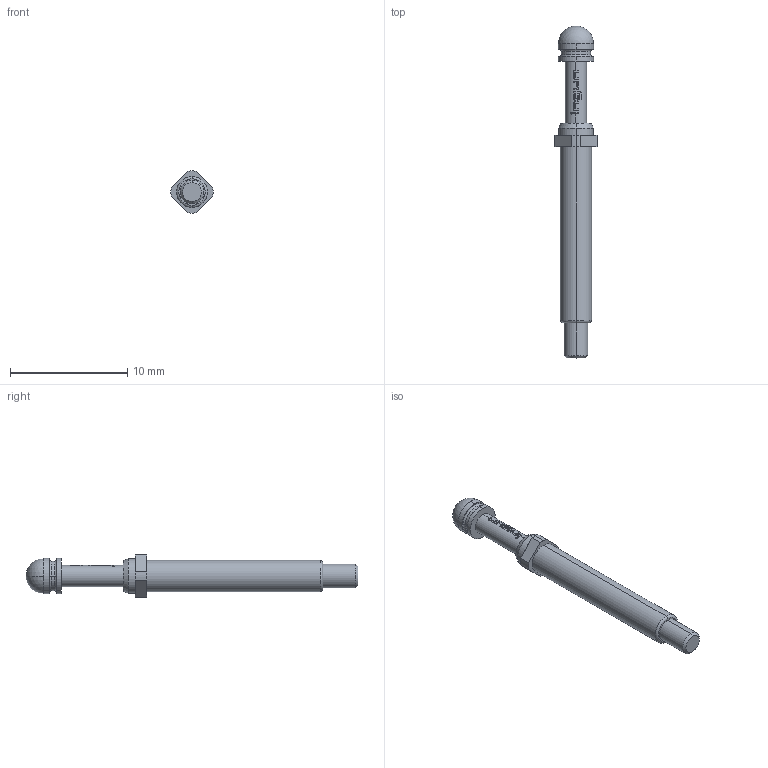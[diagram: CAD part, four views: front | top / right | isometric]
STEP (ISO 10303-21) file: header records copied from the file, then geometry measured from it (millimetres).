
FILE_DESCRIPTION (( 'STEP AP203' ), '1' );
FILE_NAME ('INGUN_HSS-120_305_300_A_xx02_M.STEP', '2021-01-18T09:29:32', ( '' ), ( '' ), 'SwSTEP 2.0', 'SolidWorks 2018', '' );
FILE_SCHEMA (( 'CONFIG_CONTROL_DESIGN' ));
Length unit declared in the file: millimetre
Products named in the file (1): INGUN_HSS-120_305_300_A_xx02_M
Bounding box: 3.59 x 28.3 x 3.6 mm (x, y, z)
Volume: 137.1 mm3; surface area: 240.8 mm2
Topology: 1 solids, 1 shells, 124 faces, 335 edges, 219 vertices
Faces by surface type: bspline 38, cylinder 38, plane 36, torus 6, cone 4, sphere 2
Entity records: 4968 total; most frequent: CARTESIAN_POINT 2283, ORIENTED_EDGE 666, DIRECTION 343, EDGE_CURVE 333, B_SPLINE_CURVE_WITH_KNOTS 222, VERTEX_POINT 219, AXIS2_PLACEMENT_3D 145, EDGE_LOOP 132
